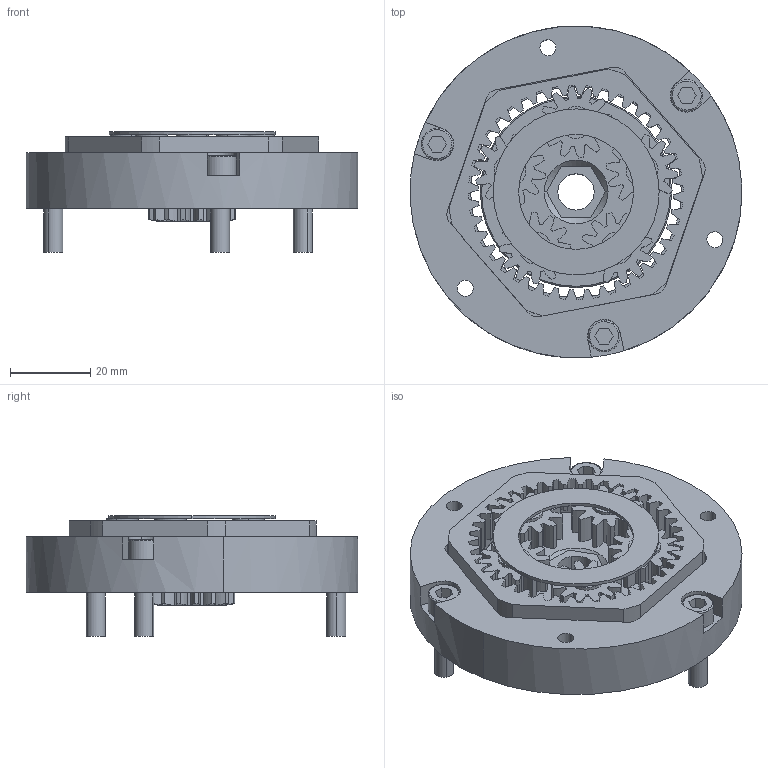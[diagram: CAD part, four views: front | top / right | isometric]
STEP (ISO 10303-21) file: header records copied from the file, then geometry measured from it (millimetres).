
FILE_DESCRIPTION (( 'STEP AP203' ), '1' );
FILE_NAME ('GEM Single Stage.STEP', '2012-05-18T13:33:35', ( 'Baker' ), ( '' ), 'SwSTEP 2.0', 'SolidWorks 2010', '' );
FILE_SCHEMA (( 'CONFIG_CONTROL_DESIGN' ));
Length unit declared in the file: inch
Products named in the file (9): GEM Dowel; GEM SUN Gear 15t; GEM Single Stage; GEM Carrier Plate; GEM Spur Gear 12t; GEM Stage Housing; GEM Ring Gear; SHCS 10-32 x 0.75; GEM Ring Bushing
Assembly tree (18 placements, depth 2):
  GEM Single Stage
    GEM Dowel  x5
    SHCS 10-32 x 0.75  x3
    GEM SUN Gear 15t
    GEM Stage Housing
    GEM Ring Bushing
    GEM Spur Gear 12t  x5
    GEM Ring Gear
    GEM Carrier Plate
Bounding box: 82.54 x 82.54 x 30 mm (x, y, z)
Volume: 60380.5 mm3; surface area: 34978.7 mm2
Topology: 18 solids, 18 shells, 760 faces, 2069 edges, 1364 vertices
Faces by surface type: cylinder 579, plane 112, cone 63, bspline 6
Entity records: 16201 total; most frequent: DIRECTION 2862, CARTESIAN_POINT 2740, ORIENTED_EDGE 2498, EDGE_CURVE 1249, AXIS2_PLACEMENT_3D 1190, VERTEX_POINT 828, CIRCLE 727, EDGE_LOOP 485
